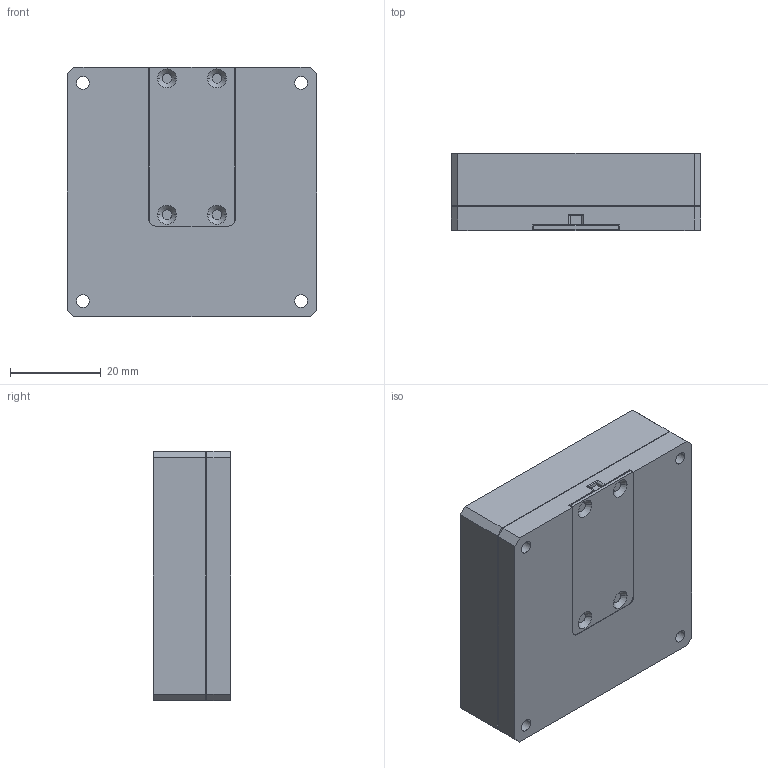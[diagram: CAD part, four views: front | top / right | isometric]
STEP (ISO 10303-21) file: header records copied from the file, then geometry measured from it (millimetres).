
FILE_DESCRIPTION (( 'STEP AP214' ), '1' );
FILE_NAME ('S300.X.C_enduser.STEP', '2024-12-22T13:21:13', ( '' ), ( '' ), 'SwSTEP 2.0', 'SolidWorks 2020', '' );
FILE_SCHEMA (( 'AUTOMOTIVE_DESIGN' ));
Length unit declared in the file: millimetre
Products named in the file (1): S300.X.C_enduser
Bounding box: 55 x 17 x 55 mm (x, y, z)
Volume: 48759.9 mm3; surface area: 23004.3 mm2
Topology: 4 solids, 4 shells, 177 faces, 453 edges, 282 vertices
Faces by surface type: plane 71, cylinder 70, cone 36
Entity records: 7271 total; most frequent: DIRECTION 939, CARTESIAN_POINT 907, ORIENTED_EDGE 858, EDGE_CURVE 429, AXIS2_PLACEMENT_3D 338, VERTEX_POINT 282, LINE 263, VECTOR 263
